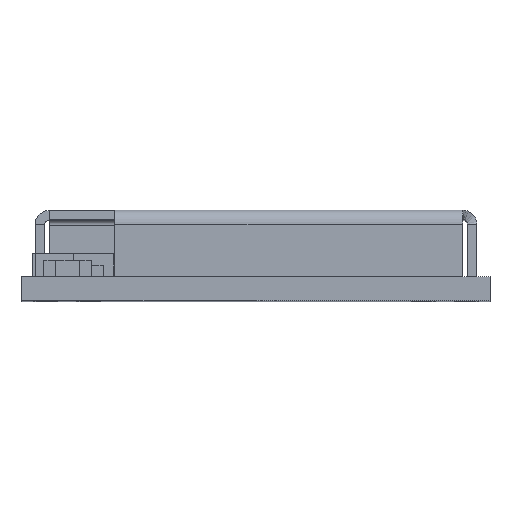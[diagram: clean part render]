
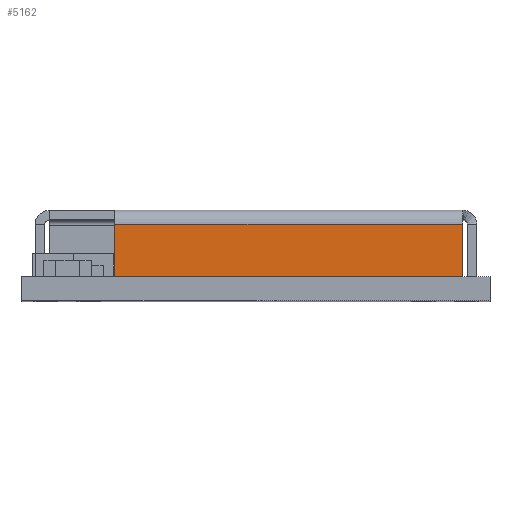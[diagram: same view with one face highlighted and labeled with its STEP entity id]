
A CAD part, top view. The second image highlights one B-rep face of the part: STEP entity #5162.
In plain terms, the highlighted planar face has unit normal (0, 0, 1).
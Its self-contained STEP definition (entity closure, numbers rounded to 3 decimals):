
#1113 = CARTESIAN_POINT ( 'NONE',  ( 4.625, 1.6, 6.77 ) ) ;
#1872 = VECTOR ( 'NONE', #11852, 1000. ) ;
#2916 = VERTEX_POINT ( 'NONE', #8855 ) ;
#3149 = DIRECTION ( 'NONE',  ( 0., 1., 0. ) ) ;
#3229 = EDGE_LOOP ( 'NONE', ( #11325, #20637, #12439, #17657 ) ) ;
#3376 = VERTEX_POINT ( 'NONE', #15473 ) ;
#3434 = CARTESIAN_POINT ( 'NONE',  ( 4.325, 0., 6.77 ) ) ;
#4615 = LINE ( 'NONE', #9430, #21967 ) ;
#5056 = VECTOR ( 'NONE', #18439, 1000. ) ;
#5057 = EDGE_CURVE ( 'NONE', #2916, #3376, #4615, .T. ) ;
#5162 = ADVANCED_FACE ( 'NONE', ( #9341 ), #11516, .F. ) ;
#6397 = VERTEX_POINT ( 'NONE', #16261 ) ;
#7422 = EDGE_CURVE ( 'NONE', #3376, #10397, #21789, .T. ) ;
#8373 = VECTOR ( 'NONE', #3149, 1000. ) ;
#8855 = CARTESIAN_POINT ( 'NONE',  ( 4.325, 0.5, 6.77 ) ) ;
#9341 = FACE_OUTER_BOUND ( 'NONE', #3229, .T. ) ;
#9430 = CARTESIAN_POINT ( 'NONE',  ( 4.625, 0.5, 6.77 ) ) ;
#9812 = DIRECTION ( 'NONE',  ( 0., 1., 0. ) ) ;
#10397 = VERTEX_POINT ( 'NONE', #19775 ) ;
#11325 = ORIENTED_EDGE ( 'NONE', *, *, #5057, .F. ) ;
#11516 = PLANE ( 'NONE',  #22166 ) ;
#11852 = DIRECTION ( 'NONE',  ( 1., 0., 0. ) ) ;
#12439 = ORIENTED_EDGE ( 'NONE', *, *, #14417, .F. ) ;
#13586 = DIRECTION ( 'NONE',  ( 0., 0., -1. ) ) ;
#13847 = CARTESIAN_POINT ( 'NONE',  ( -2.96, 1.7, 6.77 ) ) ;
#14417 = EDGE_CURVE ( 'NONE', #10397, #6397, #23142, .T. ) ;
#15473 = CARTESIAN_POINT ( 'NONE',  ( -2.96, 0.5, 6.77 ) ) ;
#15669 = LINE ( 'NONE', #3434, #5056 ) ;
#16261 = CARTESIAN_POINT ( 'NONE',  ( 4.325, 1.6, 6.77 ) ) ;
#17657 = ORIENTED_EDGE ( 'NONE', *, *, #7422, .F. ) ;
#18439 = DIRECTION ( 'NONE',  ( 0., 1., 0. ) ) ;
#19775 = CARTESIAN_POINT ( 'NONE',  ( -2.96, 1.6, 6.77 ) ) ;
#20341 = DIRECTION ( 'NONE',  ( -1., 0., 0. ) ) ;
#20564 = CARTESIAN_POINT ( 'NONE',  ( 0., 0., 6.77 ) ) ;
#20637 = ORIENTED_EDGE ( 'NONE', *, *, #21157, .T. ) ;
#21157 = EDGE_CURVE ( 'NONE', #2916, #6397, #15669, .T. ) ;
#21789 = LINE ( 'NONE', #13847, #8373 ) ;
#21967 = VECTOR ( 'NONE', #20341, 1000. ) ;
#22166 = AXIS2_PLACEMENT_3D ( 'NONE', #20564, #13586, #9812 ) ;
#23142 = LINE ( 'NONE', #1113, #1872 ) ;
